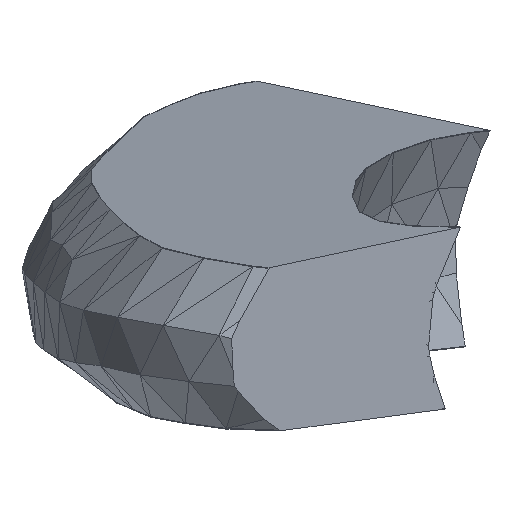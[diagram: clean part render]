
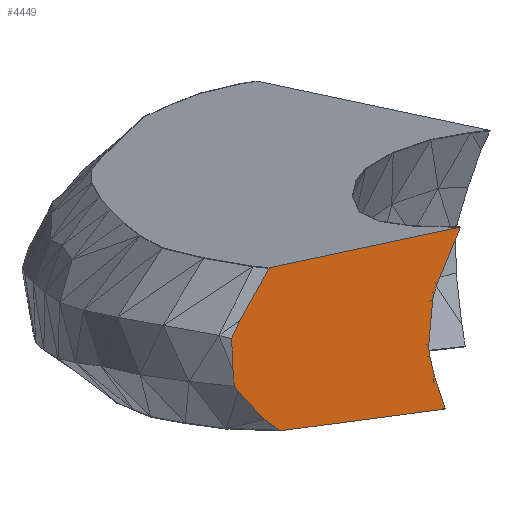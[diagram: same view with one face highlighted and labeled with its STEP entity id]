
A CAD part, front view. The second image highlights one B-rep face of the part: STEP entity #4449.
In plain terms, the highlighted planar face has unit normal (0.708, -0.701, -0.083).
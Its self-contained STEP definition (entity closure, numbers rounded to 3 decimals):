
#15=FACE_OUTER_BOUND('',#332,.T.);
#332=EDGE_LOOP('',(#2866,#2867,#2868,#2869,#2870,#2871,#2872,#2873,#2874,
#2875,#2876,#2877,#2878,#2879,#2880,#2881,#2882,#2883,#2884,#2885));
#649=LINE('',#6370,#1282);
#650=LINE('',#6372,#1283);
#651=LINE('',#6374,#1284);
#652=LINE('',#6376,#1285);
#653=LINE('',#6378,#1286);
#654=LINE('',#6380,#1287);
#655=LINE('',#6382,#1288);
#656=LINE('',#6384,#1289);
#657=LINE('',#6386,#1290);
#658=LINE('',#6388,#1291);
#659=LINE('',#6390,#1292);
#660=LINE('',#6392,#1293);
#661=LINE('',#6394,#1294);
#662=LINE('',#6396,#1295);
#663=LINE('',#6398,#1296);
#664=LINE('',#6400,#1297);
#665=LINE('',#6402,#1298);
#666=LINE('',#6404,#1299);
#667=LINE('',#6406,#1300);
#668=LINE('',#6407,#1301);
#1282=VECTOR('',#5101,10.);
#1283=VECTOR('',#5102,10.);
#1284=VECTOR('',#5103,10.);
#1285=VECTOR('',#5104,10.);
#1286=VECTOR('',#5105,10.);
#1287=VECTOR('',#5106,10.);
#1288=VECTOR('',#5107,10.);
#1289=VECTOR('',#5108,10.);
#1290=VECTOR('',#5109,10.);
#1291=VECTOR('',#5110,10.);
#1292=VECTOR('',#5111,10.);
#1293=VECTOR('',#5112,10.);
#1294=VECTOR('',#5113,10.);
#1295=VECTOR('',#5114,10.);
#1296=VECTOR('',#5115,10.);
#1297=VECTOR('',#5116,10.);
#1298=VECTOR('',#5117,10.);
#1299=VECTOR('',#5118,10.);
#1300=VECTOR('',#5119,10.);
#1301=VECTOR('',#5120,10.);
#1915=VERTEX_POINT('',#6368);
#1916=VERTEX_POINT('',#6369);
#1917=VERTEX_POINT('',#6371);
#1918=VERTEX_POINT('',#6373);
#1919=VERTEX_POINT('',#6375);
#1920=VERTEX_POINT('',#6377);
#1921=VERTEX_POINT('',#6379);
#1922=VERTEX_POINT('',#6381);
#1923=VERTEX_POINT('',#6383);
#1924=VERTEX_POINT('',#6385);
#1925=VERTEX_POINT('',#6387);
#1926=VERTEX_POINT('',#6389);
#1927=VERTEX_POINT('',#6391);
#1928=VERTEX_POINT('',#6393);
#1929=VERTEX_POINT('',#6395);
#1930=VERTEX_POINT('',#6397);
#1931=VERTEX_POINT('',#6399);
#1932=VERTEX_POINT('',#6401);
#1933=VERTEX_POINT('',#6403);
#1934=VERTEX_POINT('',#6405);
#2233=EDGE_CURVE('',#1915,#1916,#649,.T.);
#2234=EDGE_CURVE('',#1917,#1915,#650,.T.);
#2235=EDGE_CURVE('',#1918,#1917,#651,.T.);
#2236=EDGE_CURVE('',#1919,#1918,#652,.T.);
#2237=EDGE_CURVE('',#1920,#1919,#653,.T.);
#2238=EDGE_CURVE('',#1921,#1920,#654,.T.);
#2239=EDGE_CURVE('',#1922,#1921,#655,.T.);
#2240=EDGE_CURVE('',#1923,#1922,#656,.T.);
#2241=EDGE_CURVE('',#1924,#1923,#657,.T.);
#2242=EDGE_CURVE('',#1925,#1924,#658,.T.);
#2243=EDGE_CURVE('',#1926,#1925,#659,.T.);
#2244=EDGE_CURVE('',#1927,#1926,#660,.T.);
#2245=EDGE_CURVE('',#1928,#1927,#661,.T.);
#2246=EDGE_CURVE('',#1929,#1928,#662,.T.);
#2247=EDGE_CURVE('',#1930,#1929,#663,.T.);
#2248=EDGE_CURVE('',#1931,#1930,#664,.T.);
#2249=EDGE_CURVE('',#1932,#1931,#665,.T.);
#2250=EDGE_CURVE('',#1933,#1932,#666,.T.);
#2251=EDGE_CURVE('',#1934,#1933,#667,.T.);
#2252=EDGE_CURVE('',#1916,#1934,#668,.T.);
#2866=ORIENTED_EDGE('',*,*,#2233,.F.);
#2867=ORIENTED_EDGE('',*,*,#2234,.F.);
#2868=ORIENTED_EDGE('',*,*,#2235,.F.);
#2869=ORIENTED_EDGE('',*,*,#2236,.F.);
#2870=ORIENTED_EDGE('',*,*,#2237,.F.);
#2871=ORIENTED_EDGE('',*,*,#2238,.F.);
#2872=ORIENTED_EDGE('',*,*,#2239,.F.);
#2873=ORIENTED_EDGE('',*,*,#2240,.F.);
#2874=ORIENTED_EDGE('',*,*,#2241,.F.);
#2875=ORIENTED_EDGE('',*,*,#2242,.F.);
#2876=ORIENTED_EDGE('',*,*,#2243,.F.);
#2877=ORIENTED_EDGE('',*,*,#2244,.F.);
#2878=ORIENTED_EDGE('',*,*,#2245,.F.);
#2879=ORIENTED_EDGE('',*,*,#2246,.F.);
#2880=ORIENTED_EDGE('',*,*,#2247,.F.);
#2881=ORIENTED_EDGE('',*,*,#2248,.F.);
#2882=ORIENTED_EDGE('',*,*,#2249,.F.);
#2883=ORIENTED_EDGE('',*,*,#2250,.F.);
#2884=ORIENTED_EDGE('',*,*,#2251,.F.);
#2885=ORIENTED_EDGE('',*,*,#2252,.F.);
#4132=PLANE('',#4780);
#4449=ADVANCED_FACE('',(#15),#4132,.F.);
#4780=AXIS2_PLACEMENT_3D('',#6367,#5099,#5100);
#5099=DIRECTION('center_axis',(-0.708,0.701,0.083));
#5100=DIRECTION('ref_axis',(0.116,0.,0.993));
#5101=DIRECTION('',(-0.281,-0.173,-0.944));
#5102=DIRECTION('',(-0.367,-0.265,-0.892));
#5103=DIRECTION('',(0.085,0.201,-0.976));
#5104=DIRECTION('',(0.704,0.694,0.15));
#5105=DIRECTION('',(-0.064,-0.181,0.981));
#5106=DIRECTION('',(0.455,0.363,0.813));
#5107=DIRECTION('',(0.393,0.295,0.871));
#5108=DIRECTION('',(-0.044,-0.161,0.986));
#5109=DIRECTION('',(-0.081,-0.197,0.977));
#5110=DIRECTION('',(-0.504,-0.584,0.636));
#5111=DIRECTION('',(-0.537,-0.611,0.582));
#5112=DIRECTION('',(-0.613,-0.669,0.42));
#5113=DIRECTION('',(-0.007,-0.125,0.992));
#5114=DIRECTION('',(-0.706,-0.702,-0.093));
#5115=DIRECTION('',(0.007,0.125,-0.992));
#5116=DIRECTION('',(0.291,0.397,-0.871));
#5117=DIRECTION('',(0.213,0.324,-0.922));
#5118=DIRECTION('',(0.116,0.232,-0.966));
#5119=DIRECTION('',(-0.089,0.028,-0.996));
#5120=DIRECTION('',(-0.224,-0.112,-0.968));
#6367=CARTESIAN_POINT('Origin',(-0.781,88.816,1039.305));
#6368=CARTESIAN_POINT('',(-7.637,81.972,1038.609));
#6369=CARTESIAN_POINT('',(-7.705,81.93,1038.378));
#6370=CARTESIAN_POINT('',(-7.143,82.275,1040.264));
#6371=CARTESIAN_POINT('',(-6.891,82.511,1040.421));
#6372=CARTESIAN_POINT('',(-6.773,82.596,1040.707));
#6373=CARTESIAN_POINT('',(-6.893,82.507,1040.44));
#6374=CARTESIAN_POINT('',(-6.769,82.8,1039.017));
#6375=CARTESIAN_POINT('',(-12.848,76.64,1039.173));
#6376=CARTESIAN_POINT('',(2.158,91.423,1042.365));
#6377=CARTESIAN_POINT('',(-12.847,76.644,1039.154));
#6378=CARTESIAN_POINT('',(-12.757,76.896,1037.784));
#6379=CARTESIAN_POINT('',(-13.757,75.917,1037.527));
#6380=CARTESIAN_POINT('',(-11.176,77.979,1042.141));
#6381=CARTESIAN_POINT('',(-14.012,75.726,1036.961));
#6382=CARTESIAN_POINT('',(-11.832,77.358,1041.788));
#6383=CARTESIAN_POINT('',(-13.969,75.886,1035.978));
#6384=CARTESIAN_POINT('',(-13.994,75.793,1036.55));
#6385=CARTESIAN_POINT('',(-13.927,75.986,1035.482));
#6386=CARTESIAN_POINT('',(-13.933,75.973,1035.548));
#6387=CARTESIAN_POINT('',(-13.806,76.127,1035.329));
#6388=CARTESIAN_POINT('',(-10.968,79.416,1031.751));
#6389=CARTESIAN_POINT('',(-12.997,77.048,1034.452));
#6390=CARTESIAN_POINT('',(-10.099,80.346,1031.311));
#6391=CARTESIAN_POINT('',(-12.508,77.581,1034.117));
#6392=CARTESIAN_POINT('',(-8.937,81.478,1031.669));
#6393=CARTESIAN_POINT('',(-12.508,77.583,1034.097));
#6394=CARTESIAN_POINT('',(-12.522,77.353,1035.933));
#6395=CARTESIAN_POINT('',(-7.361,82.703,1034.778));
#6396=CARTESIAN_POINT('',(1.355,91.372,1035.932));
#6397=CARTESIAN_POINT('',(-7.361,82.7,1034.798));
#6398=CARTESIAN_POINT('',(-7.375,82.472,1036.614));
#6399=CARTESIAN_POINT('',(-7.708,82.228,1035.835));
#6400=CARTESIAN_POINT('',(-7.319,82.758,1034.672));
#6401=CARTESIAN_POINT('',(-7.844,82.021,1036.423));
#6402=CARTESIAN_POINT('',(-7.546,82.473,1035.139));
#6403=CARTESIAN_POINT('',(-7.881,81.946,1036.734));
#6404=CARTESIAN_POINT('',(-7.872,81.965,1036.657));
#6405=CARTESIAN_POINT('',(-7.752,81.906,1038.177));
#6406=CARTESIAN_POINT('',(-7.675,81.883,1039.032));
#6407=CARTESIAN_POINT('',(-7.346,82.11,1039.928));
